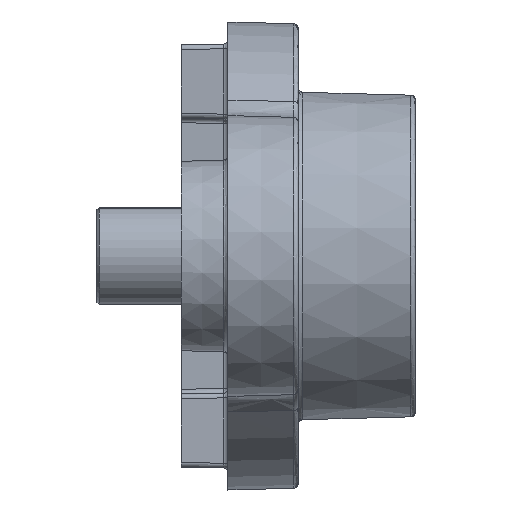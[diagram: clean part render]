
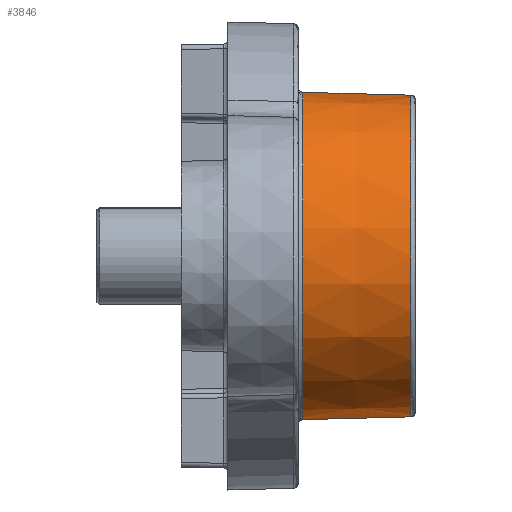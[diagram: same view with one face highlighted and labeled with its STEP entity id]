
A CAD part, left-side view. The second image highlights one B-rep face of the part: STEP entity #3846.
In plain terms, the highlighted conical face has half-angle 1.5 degrees and reference radius 3.497 mm.
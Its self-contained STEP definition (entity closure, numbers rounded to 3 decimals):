
#22 = DIRECTION ( 'NONE',  ( 0., 0., 1. ) ) ;
#23 = AXIS2_PLACEMENT_3D ( 'NONE', #5716, #9528, #2213 ) ;
#33 = VERTEX_POINT ( 'NONE', #10931 ) ;
#206 = DIRECTION ( 'NONE',  ( 0., -0.026, 1. ) ) ;
#360 = CIRCLE ( 'NONE', #2814, 3.437 ) ;
#427 = DIRECTION ( 'NONE',  ( 0., 0., 1. ) ) ;
#469 = EDGE_CURVE ( 'NONE', #562, #33, #5348, .T. ) ;
#562 = VERTEX_POINT ( 'NONE', #11203 ) ;
#1778 = ORIENTED_EDGE ( 'NONE', *, *, #3574, .F. ) ;
#1936 = ORIENTED_EDGE ( 'NONE', *, *, #469, .F. ) ;
#2213 = DIRECTION ( 'NONE',  ( 0., -1., 0. ) ) ;
#2261 = FACE_OUTER_BOUND ( 'NONE', #2631, .T. ) ;
#2631 = EDGE_LOOP ( 'NONE', ( #1936, #10446, #1778, #4467 ) ) ;
#2814 = AXIS2_PLACEMENT_3D ( 'NONE', #10935, #22, #11045 ) ;
#2960 = VERTEX_POINT ( 'NONE', #3770 ) ;
#3574 = EDGE_CURVE ( 'NONE', #3634, #2960, #5550, .T. ) ;
#3634 = VERTEX_POINT ( 'NONE', #9540 ) ;
#3770 = CARTESIAN_POINT ( 'NONE',  ( 28., -3.497, 12.903 ) ) ;
#3846 = ADVANCED_FACE ( 'NONE', ( #2261 ), #7132, .T. ) ;
#4467 = ORIENTED_EDGE ( 'NONE', *, *, #7137, .T. ) ;
#4929 = CARTESIAN_POINT ( 'NONE',  ( 28., 0., 12.903 ) ) ;
#5062 = AXIS2_PLACEMENT_3D ( 'NONE', #4929, #427, #8451 ) ;
#5348 = LINE ( 'NONE', #9880, #7894 ) ;
#5360 = EDGE_CURVE ( 'NONE', #562, #2960, #9654, .T. ) ;
#5550 = LINE ( 'NONE', #11000, #9770 ) ;
#5716 = CARTESIAN_POINT ( 'NONE',  ( 28., 0., 12.903 ) ) ;
#6336 = DIRECTION ( 'NONE',  ( 0., -0.026, -1. ) ) ;
#7132 = CONICAL_SURFACE ( 'NONE', #5062, 3.497, 0.026 ) ;
#7137 = EDGE_CURVE ( 'NONE', #3634, #33, #360, .T. ) ;
#7894 = VECTOR ( 'NONE', #6336, 1000. ) ;
#8451 = DIRECTION ( 'NONE',  ( 0., -1., 0. ) ) ;
#9528 = DIRECTION ( 'NONE',  ( 0., 0., -1. ) ) ;
#9540 = CARTESIAN_POINT ( 'NONE',  ( 28., -3.437, 10.597 ) ) ;
#9654 = CIRCLE ( 'NONE', #23, 3.497 ) ;
#9770 = VECTOR ( 'NONE', #206, 1000. ) ;
#9880 = CARTESIAN_POINT ( 'NONE',  ( 28., 3.5, 13. ) ) ;
#10446 = ORIENTED_EDGE ( 'NONE', *, *, #5360, .T. ) ;
#10931 = CARTESIAN_POINT ( 'NONE',  ( 28., 3.437, 10.597 ) ) ;
#10935 = CARTESIAN_POINT ( 'NONE',  ( 28., 0., 10.597 ) ) ;
#11000 = CARTESIAN_POINT ( 'NONE',  ( 28., -3.5, 13. ) ) ;
#11045 = DIRECTION ( 'NONE',  ( 0., -1., 0. ) ) ;
#11203 = CARTESIAN_POINT ( 'NONE',  ( 28., 3.497, 12.903 ) ) ;
